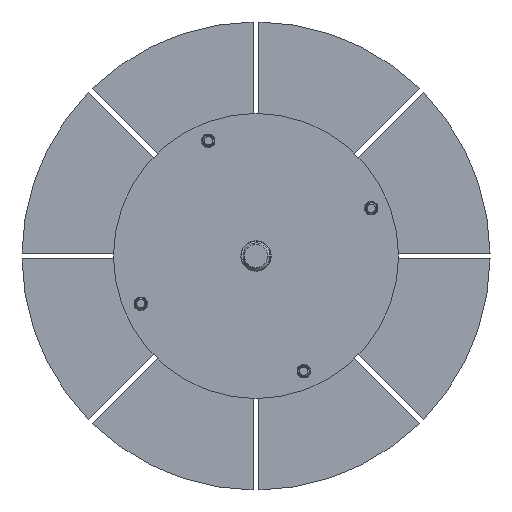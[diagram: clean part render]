
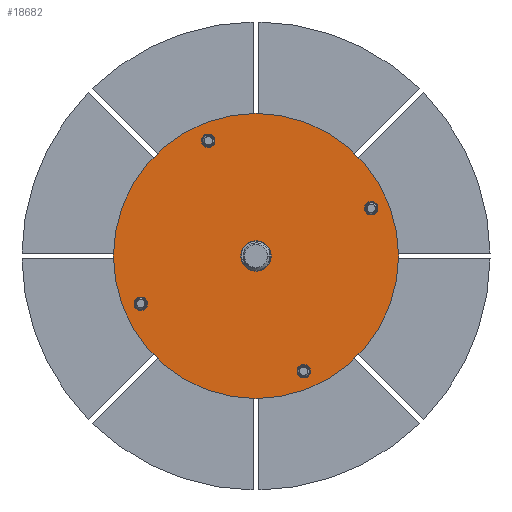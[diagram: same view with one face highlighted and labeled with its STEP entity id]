
A CAD part, front view. The second image highlights one B-rep face of the part: STEP entity #18682.
In plain terms, the highlighted planar face has unit normal (0, -1, 0).
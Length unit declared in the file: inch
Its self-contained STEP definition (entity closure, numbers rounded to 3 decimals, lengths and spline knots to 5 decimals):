
#32 = EDGE_CURVE ( 'NONE', #37540, #13350, #20672, .T. ) ;
#64 = DIRECTION ( 'NONE',  ( 0., 0., 1. ) ) ;
#697 = EDGE_LOOP ( 'NONE', ( #37346, #7064 ) ) ;
#701 = DIRECTION ( 'NONE',  ( 0., 1., 0. ) ) ;
#719 = ORIENTED_EDGE ( 'NONE', *, *, #31496, .T. ) ;
#721 = ORIENTED_EDGE ( 'NONE', *, *, #14327, .T. ) ;
#1103 = CIRCLE ( 'NONE', #25419, 0.1405 ) ;
#1132 = CIRCLE ( 'NONE', #34563, 0.1405 ) ;
#1278 = VERTEX_POINT ( 'NONE', #17712 ) ;
#1383 = CIRCLE ( 'NONE', #38069, 0.1405 ) ;
#1464 = EDGE_LOOP ( 'NONE', ( #32605, #11687 ) ) ;
#3256 = DIRECTION ( 'NONE',  ( 0., 1., 0. ) ) ;
#3910 = CIRCLE ( 'NONE', #30163, 3. ) ;
#4572 = DIRECTION ( 'NONE',  ( 0., 1., 0. ) ) ;
#5332 = CARTESIAN_POINT ( 'NONE',  ( 0., 0., 0. ) ) ;
#5804 = DIRECTION ( 'NONE',  ( 0., 0., 1. ) ) ;
#5876 = CARTESIAN_POINT ( 'NONE',  ( 0., 0., 0.32 ) ) ;
#6005 = CARTESIAN_POINT ( 'NONE',  ( 0., 0., -0.32 ) ) ;
#6111 = DIRECTION ( 'NONE',  ( 0., 0., 1. ) ) ;
#6335 = EDGE_CURVE ( 'NONE', #19756, #27310, #10801, .T. ) ;
#7064 = ORIENTED_EDGE ( 'NONE', *, *, #18485, .F. ) ;
#7159 = ORIENTED_EDGE ( 'NONE', *, *, #6335, .T. ) ;
#7207 = ORIENTED_EDGE ( 'NONE', *, *, #39672, .T. ) ;
#7779 = EDGE_LOOP ( 'NONE', ( #719, #38849 ) ) ;
#7805 = CARTESIAN_POINT ( 'NONE',  ( -2.42518, 0., -0.86404 ) ) ;
#8023 = DIRECTION ( 'NONE',  ( 0., 0., 1. ) ) ;
#8320 = VERTEX_POINT ( 'NONE', #6005 ) ;
#8440 = CARTESIAN_POINT ( 'NONE',  ( 1.00454, 0., -2.28468 ) ) ;
#8472 = CARTESIAN_POINT ( 'NONE',  ( 2.42518, 0., 1.14504 ) ) ;
#8681 = CIRCLE ( 'NONE', #27038, 0.1405 ) ;
#8782 = CARTESIAN_POINT ( 'NONE',  ( -2.42518, 0., -1.14504 ) ) ;
#8883 = CARTESIAN_POINT ( 'NONE',  ( -2.42518, 0., -1.00454 ) ) ;
#8901 = CARTESIAN_POINT ( 'NONE',  ( 0., 0., 0. ) ) ;
#9974 = CARTESIAN_POINT ( 'NONE',  ( 0., 0., 0. ) ) ;
#9989 = DIRECTION ( 'NONE',  ( 0., 0., 1. ) ) ;
#10050 = DIRECTION ( 'NONE',  ( 0., 1., 0. ) ) ;
#10801 = CIRCLE ( 'NONE', #24553, 0.1405 ) ;
#11611 = FACE_BOUND ( 'NONE', #1464, .T. ) ;
#11619 = AXIS2_PLACEMENT_3D ( 'NONE', #16985, #26230, #14285 ) ;
#11687 = ORIENTED_EDGE ( 'NONE', *, *, #18264, .T. ) ;
#12854 = CARTESIAN_POINT ( 'NONE',  ( 1.00454, 0., -2.42518 ) ) ;
#13116 = VERTEX_POINT ( 'NONE', #31518 ) ;
#13236 = DIRECTION ( 'NONE',  ( 0., 0., 1. ) ) ;
#13350 = VERTEX_POINT ( 'NONE', #8472 ) ;
#13849 = EDGE_LOOP ( 'NONE', ( #7207, #27481 ) ) ;
#13977 = DIRECTION ( 'NONE',  ( 0., 1., 0. ) ) ;
#14030 = CARTESIAN_POINT ( 'NONE',  ( 2.42518, 0., 1.00454 ) ) ;
#14285 = DIRECTION ( 'NONE',  ( 0., 0., 1. ) ) ;
#14327 = EDGE_CURVE ( 'NONE', #26368, #8320, #27247, .T. ) ;
#15059 = FACE_BOUND ( 'NONE', #28693, .T. ) ;
#15692 = DIRECTION ( 'NONE',  ( 0., 1., 0. ) ) ;
#15981 = DIRECTION ( 'NONE',  ( 0., 0., 1. ) ) ;
#16332 = DIRECTION ( 'NONE',  ( 0., 1., 0. ) ) ;
#16985 = CARTESIAN_POINT ( 'NONE',  ( -1.00454, 0., 2.42518 ) ) ;
#17712 = CARTESIAN_POINT ( 'NONE',  ( 0., 0., 3. ) ) ;
#18264 = EDGE_CURVE ( 'NONE', #13116, #30700, #21449, .T. ) ;
#18373 = CARTESIAN_POINT ( 'NONE',  ( 0., 0., -3. ) ) ;
#18485 = EDGE_CURVE ( 'NONE', #1278, #19604, #33811, .T. ) ;
#18682 = ADVANCED_FACE ( 'NONE', ( #15059, #24932, #30462, #27583, #11611, #27994 ), #40263, .F. ) ;
#19309 = DIRECTION ( 'NONE',  ( 0., 0., 1. ) ) ;
#19604 = VERTEX_POINT ( 'NONE', #18373 ) ;
#19756 = VERTEX_POINT ( 'NONE', #8440 ) ;
#20672 = CIRCLE ( 'NONE', #30486, 0.1405 ) ;
#21449 = CIRCLE ( 'NONE', #11619, 0.1405 ) ;
#21844 = CARTESIAN_POINT ( 'NONE',  ( -1.00454, 0., 2.56568 ) ) ;
#21961 = DIRECTION ( 'NONE',  ( 0., 1., 0. ) ) ;
#22306 = AXIS2_PLACEMENT_3D ( 'NONE', #8883, #27773, #27980 ) ;
#22585 = DIRECTION ( 'NONE',  ( 0., 0., 1. ) ) ;
#24008 = VERTEX_POINT ( 'NONE', #8782 ) ;
#24553 = AXIS2_PLACEMENT_3D ( 'NONE', #25861, #25473, #19309 ) ;
#24639 = EDGE_CURVE ( 'NONE', #30700, #13116, #8681, .T. ) ;
#24932 = FACE_BOUND ( 'NONE', #26797, .T. ) ;
#25419 = AXIS2_PLACEMENT_3D ( 'NONE', #12854, #16332, #9989 ) ;
#25473 = DIRECTION ( 'NONE',  ( 0., 1., 0. ) ) ;
#25861 = CARTESIAN_POINT ( 'NONE',  ( 1.00454, 0., -2.42518 ) ) ;
#26230 = DIRECTION ( 'NONE',  ( 0., 1., 0. ) ) ;
#26368 = VERTEX_POINT ( 'NONE', #5876 ) ;
#26797 = EDGE_LOOP ( 'NONE', ( #7159, #36302 ) ) ;
#26798 = CIRCLE ( 'NONE', #36594, 0.32 ) ;
#27038 = AXIS2_PLACEMENT_3D ( 'NONE', #31337, #15692, #64 ) ;
#27165 = DIRECTION ( 'NONE',  ( 0., 0., 1. ) ) ;
#27247 = CIRCLE ( 'NONE', #29213, 0.32 ) ;
#27310 = VERTEX_POINT ( 'NONE', #34794 ) ;
#27481 = ORIENTED_EDGE ( 'NONE', *, *, #37929, .T. ) ;
#27583 = FACE_BOUND ( 'NONE', #13849, .T. ) ;
#27773 = DIRECTION ( 'NONE',  ( 0., 1., 0. ) ) ;
#27980 = DIRECTION ( 'NONE',  ( 0., 0., 1. ) ) ;
#27994 = FACE_OUTER_BOUND ( 'NONE', #697, .T. ) ;
#28300 = CARTESIAN_POINT ( 'NONE',  ( -2.42518, 0., -1.00454 ) ) ;
#28511 = CARTESIAN_POINT ( 'NONE',  ( 2.42518, 0., 1.00454 ) ) ;
#28693 = EDGE_LOOP ( 'NONE', ( #721, #36255 ) ) ;
#29131 = CARTESIAN_POINT ( 'NONE',  ( 0., 0., 0. ) ) ;
#29213 = AXIS2_PLACEMENT_3D ( 'NONE', #5332, #13977, #8023 ) ;
#29261 = AXIS2_PLACEMENT_3D ( 'NONE', #9974, #701, #13236 ) ;
#29681 = CARTESIAN_POINT ( 'NONE',  ( 2.42518, 0., 0.86404 ) ) ;
#30163 = AXIS2_PLACEMENT_3D ( 'NONE', #29131, #3256, #15981 ) ;
#30462 = FACE_BOUND ( 'NONE', #7779, .T. ) ;
#30486 = AXIS2_PLACEMENT_3D ( 'NONE', #14030, #4572, #27165 ) ;
#30700 = VERTEX_POINT ( 'NONE', #21844 ) ;
#31195 = DIRECTION ( 'NONE',  ( 0., 1., 0. ) ) ;
#31337 = CARTESIAN_POINT ( 'NONE',  ( -1.00454, 0., 2.42518 ) ) ;
#31406 = DIRECTION ( 'NONE',  ( 0., 0., 1. ) ) ;
#31496 = EDGE_CURVE ( 'NONE', #13350, #37540, #1132, .T. ) ;
#31518 = CARTESIAN_POINT ( 'NONE',  ( -1.00454, 0., 2.28468 ) ) ;
#32591 = AXIS2_PLACEMENT_3D ( 'NONE', #8901, #33524, #5804 ) ;
#32605 = ORIENTED_EDGE ( 'NONE', *, *, #24639, .T. ) ;
#33524 = DIRECTION ( 'NONE',  ( 0., 1., 0. ) ) ;
#33811 = CIRCLE ( 'NONE', #29261, 3. ) ;
#34563 = AXIS2_PLACEMENT_3D ( 'NONE', #28511, #21961, #6111 ) ;
#34794 = CARTESIAN_POINT ( 'NONE',  ( 1.00454, 0., -2.56568 ) ) ;
#36118 = EDGE_CURVE ( 'NONE', #27310, #19756, #1103, .T. ) ;
#36255 = ORIENTED_EDGE ( 'NONE', *, *, #37168, .T. ) ;
#36302 = ORIENTED_EDGE ( 'NONE', *, *, #36118, .T. ) ;
#36594 = AXIS2_PLACEMENT_3D ( 'NONE', #38094, #10050, #22585 ) ;
#37168 = EDGE_CURVE ( 'NONE', #8320, #26368, #26798, .T. ) ;
#37346 = ORIENTED_EDGE ( 'NONE', *, *, #38196, .F. ) ;
#37540 = VERTEX_POINT ( 'NONE', #29681 ) ;
#37929 = EDGE_CURVE ( 'NONE', #24008, #38008, #39938, .T. ) ;
#38008 = VERTEX_POINT ( 'NONE', #7805 ) ;
#38069 = AXIS2_PLACEMENT_3D ( 'NONE', #28300, #31195, #31406 ) ;
#38094 = CARTESIAN_POINT ( 'NONE',  ( 0., 0., 0. ) ) ;
#38196 = EDGE_CURVE ( 'NONE', #19604, #1278, #3910, .T. ) ;
#38849 = ORIENTED_EDGE ( 'NONE', *, *, #32, .T. ) ;
#39672 = EDGE_CURVE ( 'NONE', #38008, #24008, #1383, .T. ) ;
#39938 = CIRCLE ( 'NONE', #22306, 0.1405 ) ;
#40263 = PLANE ( 'NONE',  #32591 ) ;
